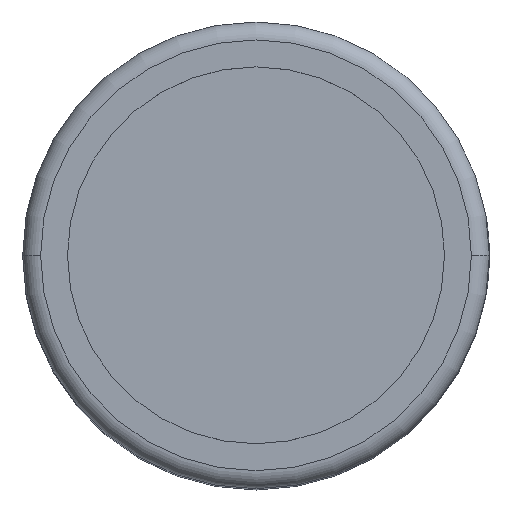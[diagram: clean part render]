
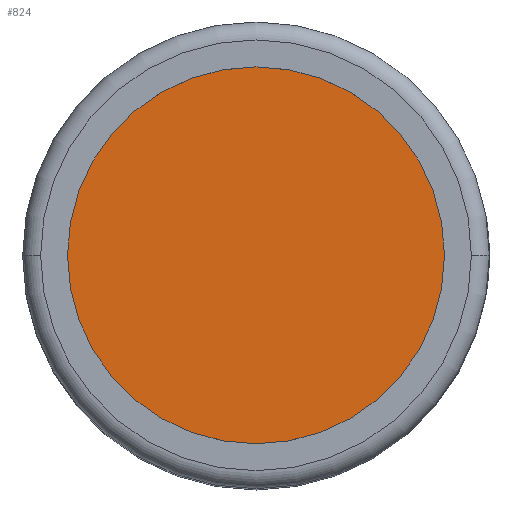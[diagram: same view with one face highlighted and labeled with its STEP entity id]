
A CAD part, top view. The second image highlights one B-rep face of the part: STEP entity #824.
In plain terms, the highlighted planar face has unit normal (0, 0, 1).
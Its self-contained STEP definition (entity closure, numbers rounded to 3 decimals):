
#756=CARTESIAN_POINT('',(5.25,0.0,21.9));
#757=VERTEX_POINT('',#756);
#773=CARTESIAN_POINT('',(-5.25,0.,21.9));
#774=VERTEX_POINT('',#773);
#781=CARTESIAN_POINT('',(0.0,0.0,21.9));
#782=DIRECTION('',(0.0,0.0,-1.0));
#783=DIRECTION('',(1.0,0.0,0.0));
#784=AXIS2_PLACEMENT_3D('',#781,#782,#783);
#785=CIRCLE('',#784,5.25);
#786=EDGE_CURVE('',#774,#757,#785,.T.);
#797=CARTESIAN_POINT('',(0.0,0.0,21.9));
#798=DIRECTION('',(0.0,0.0,-1.0));
#799=DIRECTION('',(1.0,0.0,0.0));
#800=AXIS2_PLACEMENT_3D('',#797,#798,#799);
#801=CIRCLE('',#800,5.25);
#802=EDGE_CURVE('',#757,#774,#801,.T.);
#815=CARTESIAN_POINT('',(0.0,0.0,21.9));
#816=DIRECTION('',(0.0,0.0,1.0));
#817=DIRECTION('',(1.0,0.0,0.0));
#818=AXIS2_PLACEMENT_3D('',#815,#816,#817);
#819=PLANE('',#818);
#820=ORIENTED_EDGE('',*,*,#802,.F.);
#821=ORIENTED_EDGE('',*,*,#786,.F.);
#822=EDGE_LOOP('',(#820,#821));
#823=FACE_OUTER_BOUND('',#822,.T.);
#824=ADVANCED_FACE('',(#823),#819,.T.);
